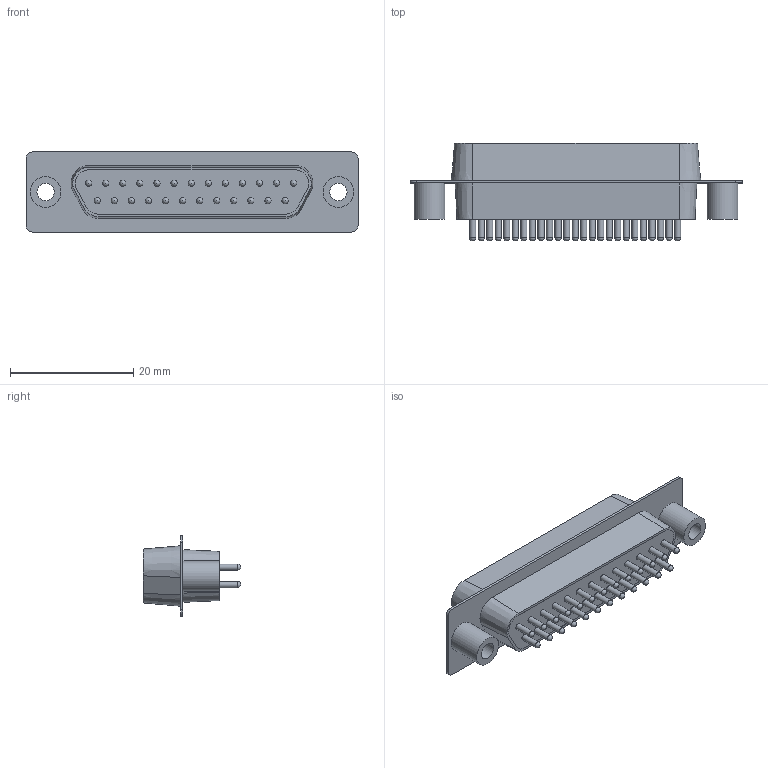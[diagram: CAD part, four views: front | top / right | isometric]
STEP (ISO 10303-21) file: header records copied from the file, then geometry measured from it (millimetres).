
FILE_DESCRIPTION(('STEP AP214'), '1');
FILE_NAME('DB25_M', '2016-02-06T10:31:40', ('Anton S.'), (''), 'ASCON STEP Converter 1.3', 'ASCON Math Kernel', '');
FILE_SCHEMA(('AUTOMOTIVE_DESIGN { 1 0 10303 214 3 1 1}'));
Length unit declared in the file: millimetre
Products named in the file (1): DB25_M
Bounding box: 53.85 x 15.86 x 13 mm (x, y, z)
Volume: 2799 mm3; surface area: 3834.4 mm2
Topology: 1 solids, 1 shells, 152 faces, 482 edges, 338 vertices
Faces by surface type: cylinder 62, sphere 50, plane 28, cone 12
Full cylindrical faces by diameter (mm): 1 x50, 2.8 x2, 5 x2
Entity records: 5432 total; most frequent: DIRECTION 782, CARTESIAN_POINT 669, ORIENTED_EDGE 556, AXIS2_PLACEMENT_3D 351, EDGE_CURVE 278, EDGE_LOOP 266, VERTEX_POINT 238, FACE_BOUND 208
